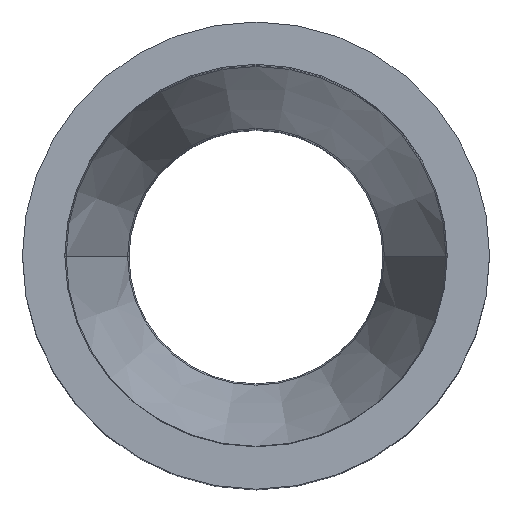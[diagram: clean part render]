
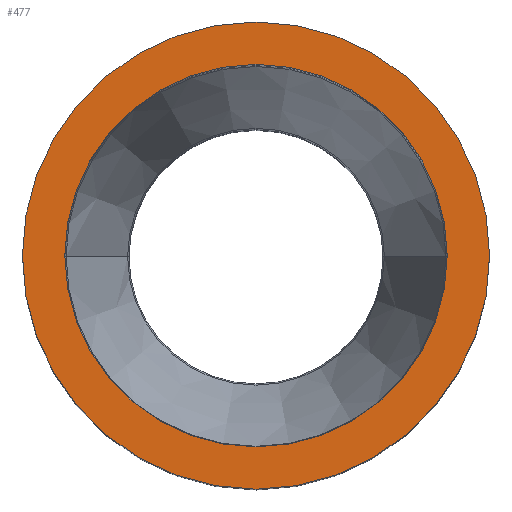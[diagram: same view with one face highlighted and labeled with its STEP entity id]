
A CAD part, top view. The second image highlights one B-rep face of the part: STEP entity #477.
In plain terms, the highlighted planar face has unit normal (0, 0, 1).
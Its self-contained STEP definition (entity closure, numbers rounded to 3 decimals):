
#23 = CARTESIAN_POINT ( 'NONE',  ( 0., 0., 91.304 ) ) ;
#31 = ORIENTED_EDGE ( 'NONE', *, *, #625, .T. ) ;
#43 = AXIS2_PLACEMENT_3D ( 'NONE', #399, #447, #604 ) ;
#52 = PLANE ( 'NONE',  #43 ) ;
#66 = VERTEX_POINT ( 'NONE', #610 ) ;
#86 = ORIENTED_EDGE ( 'NONE', *, *, #601, .F. ) ;
#99 = AXIS2_PLACEMENT_3D ( 'NONE', #113, #215, #622 ) ;
#113 = CARTESIAN_POINT ( 'NONE',  ( 0., 0., 91.304 ) ) ;
#122 = ORIENTED_EDGE ( 'NONE', *, *, #252, .F. ) ;
#131 = VERTEX_POINT ( 'NONE', #169 ) ;
#139 = FACE_OUTER_BOUND ( 'NONE', #191, .T. ) ;
#143 = CIRCLE ( 'NONE', #284, 30.7 ) ;
#157 = DIRECTION ( 'NONE',  ( -1., 0., 0. ) ) ;
#165 = DIRECTION ( 'NONE',  ( 0., 0., -1. ) ) ;
#169 = CARTESIAN_POINT ( 'NONE',  ( -37.5, 0., 91.304 ) ) ;
#182 = CARTESIAN_POINT ( 'NONE',  ( 30.7, 0., 91.304 ) ) ;
#191 = EDGE_LOOP ( 'NONE', ( #86, #122 ) ) ;
#215 = DIRECTION ( 'NONE',  ( 0., 0., -1. ) ) ;
#252 = EDGE_CURVE ( 'NONE', #323, #131, #302, .T. ) ;
#284 = AXIS2_PLACEMENT_3D ( 'NONE', #23, #419, #326 ) ;
#302 = CIRCLE ( 'NONE', #386, 37.5 ) ;
#323 = VERTEX_POINT ( 'NONE', #490 ) ;
#325 = CIRCLE ( 'NONE', #99, 30.7 ) ;
#326 = DIRECTION ( 'NONE',  ( -1., 0., 0. ) ) ;
#334 = VERTEX_POINT ( 'NONE', #182 ) ;
#367 = CIRCLE ( 'NONE', #378, 37.5 ) ;
#378 = AXIS2_PLACEMENT_3D ( 'NONE', #634, #165, #157 ) ;
#384 = DIRECTION ( 'NONE',  ( -1., 0., 0. ) ) ;
#386 = AXIS2_PLACEMENT_3D ( 'NONE', #487, #544, #384 ) ;
#397 = FACE_BOUND ( 'NONE', #574, .T. ) ;
#399 = CARTESIAN_POINT ( 'NONE',  ( -30.7, 0., 91.304 ) ) ;
#419 = DIRECTION ( 'NONE',  ( 0., 0., -1. ) ) ;
#447 = DIRECTION ( 'NONE',  ( 0., 0., 1. ) ) ;
#477 = ADVANCED_FACE ( 'NONE', ( #397, #139 ), #52, .T. ) ;
#487 = CARTESIAN_POINT ( 'NONE',  ( 0., 0., 91.304 ) ) ;
#490 = CARTESIAN_POINT ( 'NONE',  ( 37.5, 0., 91.304 ) ) ;
#544 = DIRECTION ( 'NONE',  ( 0., 0., -1. ) ) ;
#551 = ORIENTED_EDGE ( 'NONE', *, *, #571, .T. ) ;
#571 = EDGE_CURVE ( 'NONE', #66, #334, #325, .T. ) ;
#574 = EDGE_LOOP ( 'NONE', ( #551, #31 ) ) ;
#601 = EDGE_CURVE ( 'NONE', #131, #323, #367, .T. ) ;
#604 = DIRECTION ( 'NONE',  ( 1., 0., 0. ) ) ;
#610 = CARTESIAN_POINT ( 'NONE',  ( -30.7, 0., 91.304 ) ) ;
#622 = DIRECTION ( 'NONE',  ( -1., 0., 0. ) ) ;
#625 = EDGE_CURVE ( 'NONE', #334, #66, #143, .T. ) ;
#634 = CARTESIAN_POINT ( 'NONE',  ( 0., 0., 91.304 ) ) ;
